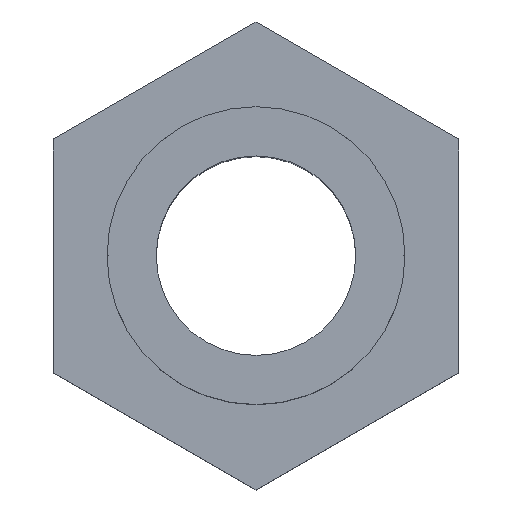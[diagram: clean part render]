
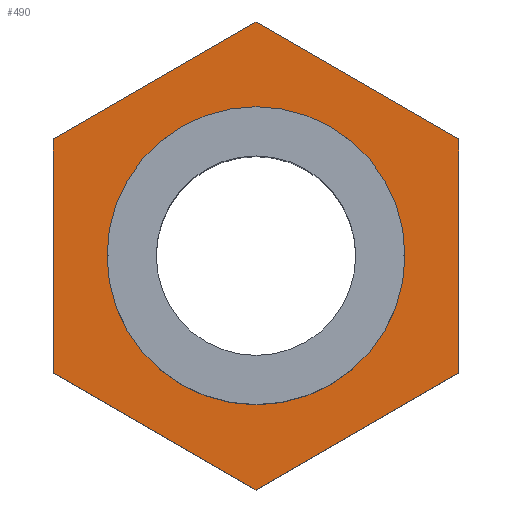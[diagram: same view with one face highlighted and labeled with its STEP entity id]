
A CAD part, top view. The second image highlights one B-rep face of the part: STEP entity #490.
In plain terms, the highlighted planar face has unit normal (0, 0, 1).
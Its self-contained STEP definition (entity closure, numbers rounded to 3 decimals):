
#1 = EDGE_LOOP ( 'NONE', ( #161, #192, #984, #881, #750, #679 ) ) ;
#15 = DIRECTION ( 'NONE',  ( 0.866, 0.5, 0. ) ) ;
#20 = PLANE ( 'NONE',  #407 ) ;
#25 = AXIS2_PLACEMENT_3D ( 'NONE', #221, #661, #746 ) ;
#49 = DIRECTION ( 'NONE',  ( 0., -1., 0. ) ) ;
#85 = CARTESIAN_POINT ( 'NONE',  ( 0., 0., -23. ) ) ;
#88 = EDGE_CURVE ( 'NONE', #386, #173, #473, .T. ) ;
#96 = EDGE_CURVE ( 'NONE', #377, #101, #481, .T. ) ;
#101 = VERTEX_POINT ( 'NONE', #322 ) ;
#110 = CARTESIAN_POINT ( 'NONE',  ( -32.5, 18.764, -23. ) ) ;
#137 = AXIS2_PLACEMENT_3D ( 'NONE', #85, #899, #387 ) ;
#158 = DIRECTION ( 'NONE',  ( -0.866, 0.5, 0. ) ) ;
#159 = DIRECTION ( 'NONE',  ( -1., 0., 0. ) ) ;
#161 = ORIENTED_EDGE ( 'NONE', *, *, #851, .F. ) ;
#164 = CARTESIAN_POINT ( 'NONE',  ( 26.599, -22.171, -23. ) ) ;
#173 = VERTEX_POINT ( 'NONE', #638 ) ;
#192 = ORIENTED_EDGE ( 'NONE', *, *, #96, .F. ) ;
#217 = LINE ( 'NONE', #595, #484 ) ;
#221 = CARTESIAN_POINT ( 'NONE',  ( 0., 0., -23. ) ) ;
#237 = DIRECTION ( 'NONE',  ( 0.866, -0.5, 0. ) ) ;
#241 = CARTESIAN_POINT ( 'NONE',  ( 23.9, 0., -23. ) ) ;
#269 = CARTESIAN_POINT ( 'NONE',  ( -23.9, 0., -23. ) ) ;
#299 = VECTOR ( 'NONE', #237, 1000. ) ;
#322 = CARTESIAN_POINT ( 'NONE',  ( 0., -37.528, -23. ) ) ;
#325 = EDGE_CURVE ( 'NONE', #173, #377, #217, .T. ) ;
#369 = EDGE_CURVE ( 'NONE', #564, #700, #740, .T. ) ;
#377 = VERTEX_POINT ( 'NONE', #528 ) ;
#386 = VERTEX_POINT ( 'NONE', #669 ) ;
#387 = DIRECTION ( 'NONE',  ( 1., 0., 0. ) ) ;
#390 = CARTESIAN_POINT ( 'NONE',  ( -5.901, 34.121, -23. ) ) ;
#407 = AXIS2_PLACEMENT_3D ( 'NONE', #471, #761, #159 ) ;
#409 = VECTOR ( 'NONE', #905, 1000. ) ;
#432 = ORIENTED_EDGE ( 'NONE', *, *, #804, .F. ) ;
#452 = CARTESIAN_POINT ( 'NONE',  ( -26.599, -22.171, -23. ) ) ;
#454 = VECTOR ( 'NONE', #158, 1000. ) ;
#460 = LINE ( 'NONE', #390, #537 ) ;
#471 = CARTESIAN_POINT ( 'NONE',  ( 0., 23.9, -23. ) ) ;
#473 = LINE ( 'NONE', #860, #299 ) ;
#481 = LINE ( 'NONE', #164, #594 ) ;
#484 = VECTOR ( 'NONE', #49, 1000. ) ;
#490 = ADVANCED_FACE ( 'NONE', ( #922, #916 ), #20, .F. ) ;
#528 = CARTESIAN_POINT ( 'NONE',  ( 32.5, -18.764, -23. ) ) ;
#537 = VECTOR ( 'NONE', #15, 1000. ) ;
#564 = VERTEX_POINT ( 'NONE', #241 ) ;
#572 = CIRCLE ( 'NONE', #137, 23.9 ) ;
#581 = EDGE_CURVE ( 'NONE', #720, #386, #460, .T. ) ;
#594 = VECTOR ( 'NONE', #777, 1000. ) ;
#595 = CARTESIAN_POINT ( 'NONE',  ( 32.5, 23.9, -23. ) ) ;
#603 = CARTESIAN_POINT ( 'NONE',  ( -32.5, 23.9, -23. ) ) ;
#606 = EDGE_LOOP ( 'NONE', ( #778, #432 ) ) ;
#638 = CARTESIAN_POINT ( 'NONE',  ( 32.5, 18.764, -23. ) ) ;
#661 = DIRECTION ( 'NONE',  ( 0., 0., 1. ) ) ;
#667 = VERTEX_POINT ( 'NONE', #793 ) ;
#669 = CARTESIAN_POINT ( 'NONE',  ( 0., 37.528, -23. ) ) ;
#679 = ORIENTED_EDGE ( 'NONE', *, *, #878, .F. ) ;
#700 = VERTEX_POINT ( 'NONE', #269 ) ;
#720 = VERTEX_POINT ( 'NONE', #110 ) ;
#740 = CIRCLE ( 'NONE', #25, 23.9 ) ;
#746 = DIRECTION ( 'NONE',  ( 1., 0., 0. ) ) ;
#749 = LINE ( 'NONE', #603, #409 ) ;
#750 = ORIENTED_EDGE ( 'NONE', *, *, #581, .F. ) ;
#761 = DIRECTION ( 'NONE',  ( 0., 0., -1. ) ) ;
#777 = DIRECTION ( 'NONE',  ( -0.866, -0.5, 0. ) ) ;
#778 = ORIENTED_EDGE ( 'NONE', *, *, #369, .F. ) ;
#793 = CARTESIAN_POINT ( 'NONE',  ( -32.5, -18.764, -23. ) ) ;
#804 = EDGE_CURVE ( 'NONE', #700, #564, #572, .T. ) ;
#851 = EDGE_CURVE ( 'NONE', #101, #667, #980, .T. ) ;
#860 = CARTESIAN_POINT ( 'NONE',  ( 5.901, 34.121, -23. ) ) ;
#878 = EDGE_CURVE ( 'NONE', #667, #720, #749, .T. ) ;
#881 = ORIENTED_EDGE ( 'NONE', *, *, #88, .F. ) ;
#899 = DIRECTION ( 'NONE',  ( 0., 0., 1. ) ) ;
#905 = DIRECTION ( 'NONE',  ( 0., 1., 0. ) ) ;
#916 = FACE_OUTER_BOUND ( 'NONE', #1, .T. ) ;
#922 = FACE_BOUND ( 'NONE', #606, .T. ) ;
#980 = LINE ( 'NONE', #452, #454 ) ;
#984 = ORIENTED_EDGE ( 'NONE', *, *, #325, .F. ) ;
